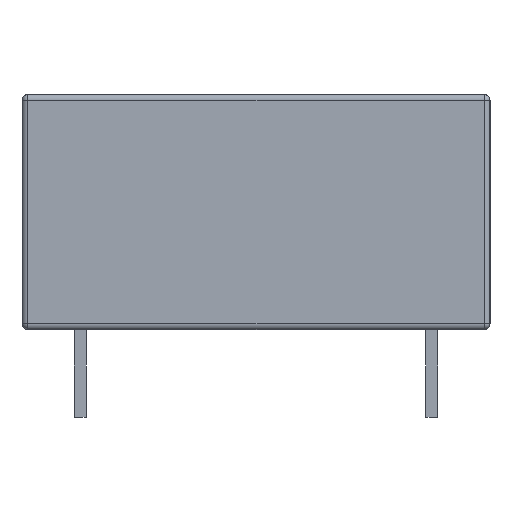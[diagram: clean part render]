
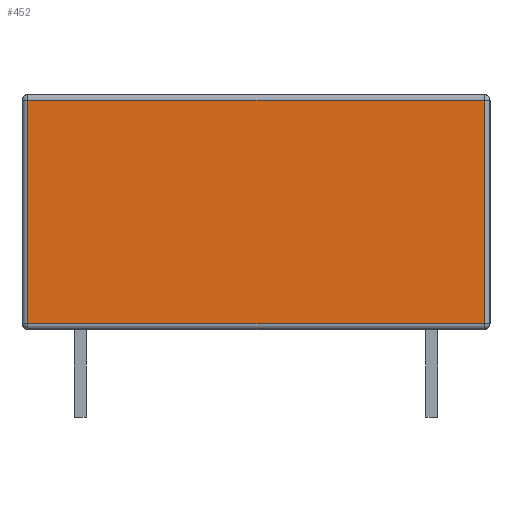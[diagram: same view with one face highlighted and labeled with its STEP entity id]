
A CAD part, left-side view. The second image highlights one B-rep face of the part: STEP entity #452.
In plain terms, the highlighted planar face has unit normal (-1, 0, 0).
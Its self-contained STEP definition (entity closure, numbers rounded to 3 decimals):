
#452 = ADVANCED_FACE( '', ( #1069 ), #1070, .F. );
#1069 = FACE_OUTER_BOUND( '', #1895, .T. );
#1070 = PLANE( '', #1896 );
#1895 = EDGE_LOOP( '', ( #3356, #3357, #3358, #3359 ) );
#1896 = AXIS2_PLACEMENT_3D( '', #3360, #3361, #3362 );
#3356 = ORIENTED_EDGE( '', *, *, #5791, .T. );
#3357 = ORIENTED_EDGE( '', *, *, #5584, .T. );
#3358 = ORIENTED_EDGE( '', *, *, #5792, .T. );
#3359 = ORIENTED_EDGE( '', *, *, #5793, .T. );
#3360 = CARTESIAN_POINT( '', ( -16., 10.15, 5.1 ) );
#3361 = DIRECTION( '', ( 1., 0., 0. ) );
#3362 = DIRECTION( '', ( 0., 0., -1. ) );
#5584 = EDGE_CURVE( '', #6579, #6576, #6580, .T. );
#5791 = EDGE_CURVE( '', #6916, #6579, #6917, .F. );
#5792 = EDGE_CURVE( '', #6576, #6918, #6919, .T. );
#5793 = EDGE_CURVE( '', #6918, #6916, #6920, .F. );
#6576 = VERTEX_POINT( '', #8284 );
#6579 = VERTEX_POINT( '', #8287 );
#6580 = LINE( '', #8288, #8289 );
#6916 = VERTEX_POINT( '', #9119 );
#6917 = LINE( '', #9120, #9121 );
#6918 = VERTEX_POINT( '', #9122 );
#6919 = LINE( '', #9123, #9124 );
#6920 = LINE( '', #9125, #9126 );
#8284 = CARTESIAN_POINT( '', ( -16., 9.9, -4.85 ) );
#8287 = CARTESIAN_POINT( '', ( -16., 9.9, 4.85 ) );
#8288 = CARTESIAN_POINT( '', ( -16., 9.9, 5.1 ) );
#8289 = VECTOR( '', #11115, 1000. );
#9119 = CARTESIAN_POINT( '', ( -16., -9.9, 4.85 ) );
#9120 = CARTESIAN_POINT( '', ( -16., 10.15, 4.85 ) );
#9121 = VECTOR( '', #11213, 1000. );
#9122 = CARTESIAN_POINT( '', ( -16., -9.9, -4.85 ) );
#9123 = CARTESIAN_POINT( '', ( -16., 10.15, -4.85 ) );
#9124 = VECTOR( '', #11214, 1000. );
#9125 = CARTESIAN_POINT( '', ( -16., -9.9, 5.1 ) );
#9126 = VECTOR( '', #11215, 1000. );
#11115 = DIRECTION( '', ( 0., 0., -1. ) );
#11213 = DIRECTION( '', ( 0., -1., 0. ) );
#11214 = DIRECTION( '', ( 0., -1., 0. ) );
#11215 = DIRECTION( '', ( 0., 0., -1. ) );
